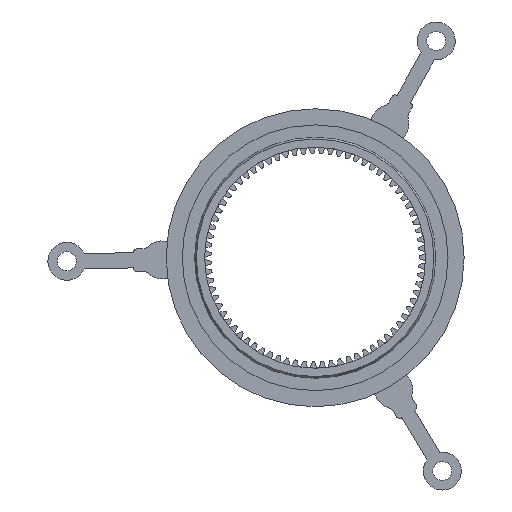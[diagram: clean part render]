
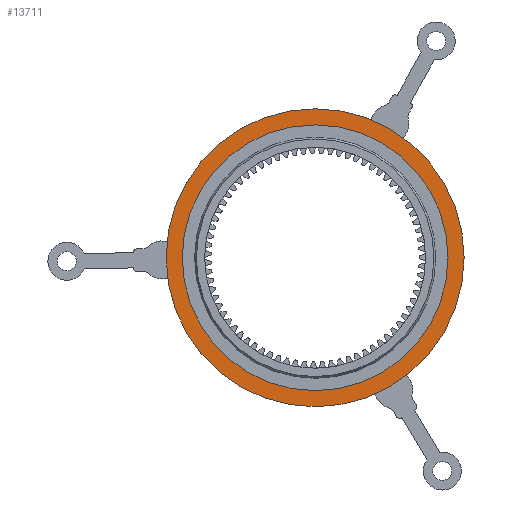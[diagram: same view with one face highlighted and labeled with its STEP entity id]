
A CAD part, front view. The second image highlights one B-rep face of the part: STEP entity #13711.
In plain terms, the highlighted planar face has unit normal (0, -1, 0).
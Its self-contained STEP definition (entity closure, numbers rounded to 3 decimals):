
#491=FACE_BOUND('',#1976,.T.);
#541=PLANE('',#15243);
#1215=FACE_OUTER_BOUND('',#1975,.T.);
#1975=EDGE_LOOP('',(#11936));
#1976=EDGE_LOOP('',(#11937));
#3075=CIRCLE('',#15240,35.);
#3077=CIRCLE('',#15244,39.25);
#5954=VERTEX_POINT('',#25330);
#5956=VERTEX_POINT('',#25337);
#7983=EDGE_CURVE('',#5954,#5954,#3075,.T.);
#7986=EDGE_CURVE('',#5956,#5956,#3077,.T.);
#11936=ORIENTED_EDGE('',*,*,#7986,.T.);
#11937=ORIENTED_EDGE('',*,*,#7983,.T.);
#13711=ADVANCED_FACE('',(#1215,#491),#541,.F.);
#15240=AXIS2_PLACEMENT_3D('',#25331,#18901,#18902);
#15243=AXIS2_PLACEMENT_3D('',#25336,#18908,#18909);
#15244=AXIS2_PLACEMENT_3D('',#25338,#18910,#18911);
#18901=DIRECTION('center_axis',(0.,1.,0.));
#18902=DIRECTION('ref_axis',(0.,0.,1.));
#18908=DIRECTION('center_axis',(0.,1.,0.));
#18909=DIRECTION('ref_axis',(1.,0.,0.));
#18910=DIRECTION('center_axis',(0.,-1.,0.));
#18911=DIRECTION('ref_axis',(-1.,0.,0.));
#25330=CARTESIAN_POINT('',(0.,-3.8,-35.));
#25331=CARTESIAN_POINT('Origin',(0.,-3.8,0.));
#25336=CARTESIAN_POINT('Origin',(0.,-3.8,0.));
#25337=CARTESIAN_POINT('',(-39.25,-3.8,0.));
#25338=CARTESIAN_POINT('Origin',(0.,-3.8,0.));
